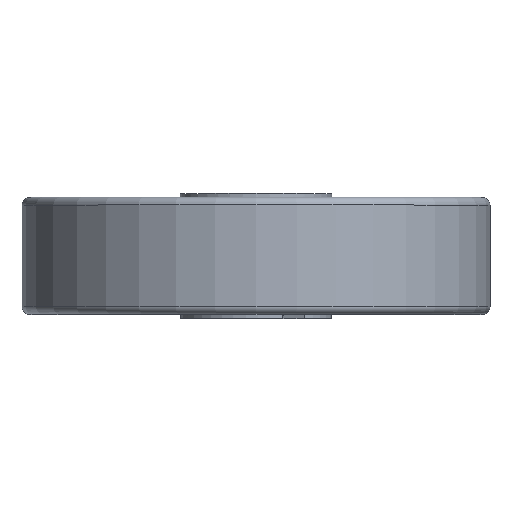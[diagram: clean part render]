
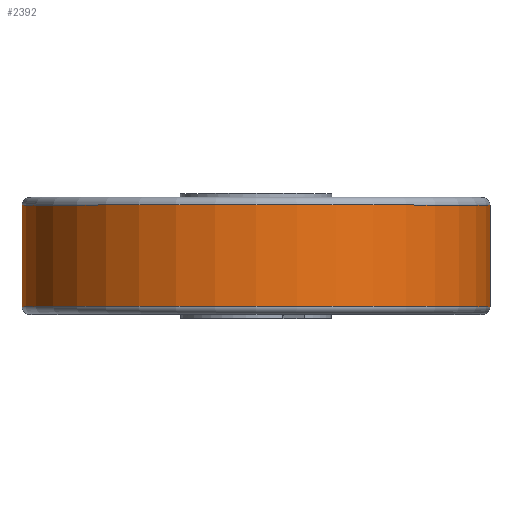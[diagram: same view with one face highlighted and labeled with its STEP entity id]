
A CAD part, top view. The second image highlights one B-rep face of the part: STEP entity #2392.
In plain terms, the highlighted cylindrical face has radius 150 mm (diameter 300 mm), a full revolution.
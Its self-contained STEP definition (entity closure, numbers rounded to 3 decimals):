
#62=LINE('',#3696,#236);
#236=VECTOR('',#2894,150.);
#410=CYLINDRICAL_SURFACE('',#2565,150.);
#521=FACE_OUTER_BOUND('',#664,.T.);
#664=EDGE_LOOP('',(#1607,#1608,#1609,#1610));
#824=CIRCLE('',#2563,150.);
#826=CIRCLE('',#2566,150.);
#994=VERTEX_POINT('',#3690);
#995=VERTEX_POINT('',#3694);
#1231=EDGE_CURVE('',#994,#994,#824,.T.);
#1233=EDGE_CURVE('',#995,#995,#826,.T.);
#1234=EDGE_CURVE('',#995,#994,#62,.T.);
#1607=ORIENTED_EDGE('',*,*,#1233,.F.);
#1608=ORIENTED_EDGE('',*,*,#1234,.T.);
#1609=ORIENTED_EDGE('',*,*,#1231,.T.);
#1610=ORIENTED_EDGE('',*,*,#1234,.F.);
#2392=ADVANCED_FACE('',(#521),#410,.T.);
#2563=AXIS2_PLACEMENT_3D('',#3691,#2886,#2887);
#2565=AXIS2_PLACEMENT_3D('',#3693,#2890,#2891);
#2566=AXIS2_PLACEMENT_3D('',#3695,#2892,#2893);
#2886=DIRECTION('center_axis',(0.,1.,0.));
#2887=DIRECTION('ref_axis',(1.,0.,0.));
#2890=DIRECTION('center_axis',(0.,1.,0.));
#2891=DIRECTION('ref_axis',(0.,0.,1.));
#2892=DIRECTION('center_axis',(0.,1.,0.));
#2893=DIRECTION('ref_axis',(1.,0.,0.));
#2894=DIRECTION('',(0.,-1.,0.));
#3690=CARTESIAN_POINT('',(0.,-32.5,-150.));
#3691=CARTESIAN_POINT('Origin',(0.,-32.5,0.));
#3693=CARTESIAN_POINT('Origin',(0.,0.,0.));
#3694=CARTESIAN_POINT('',(0.,32.5,-150.));
#3695=CARTESIAN_POINT('Origin',(0.,32.5,0.));
#3696=CARTESIAN_POINT('',(0.,0.,-150.));
